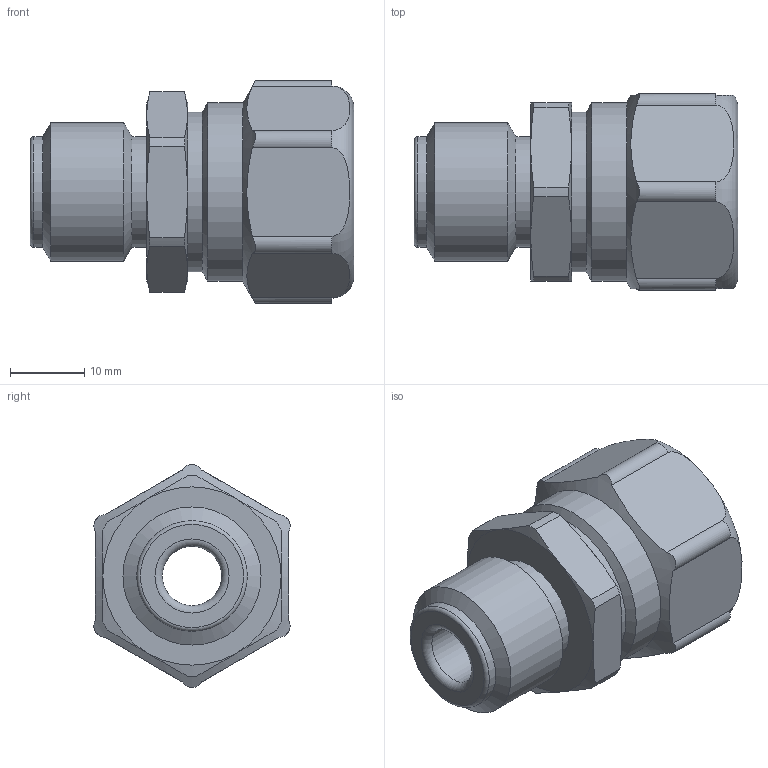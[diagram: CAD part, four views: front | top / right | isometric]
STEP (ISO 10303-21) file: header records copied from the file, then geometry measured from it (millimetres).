
FILE_DESCRIPTION( ( 'STEP AP203' ), '1' );
FILE_NAME( 'FLEXA EG-P 0610.000.011.stp', '2020-03-11T10:12:32', ( '' ), ( '' ), ' ', 'PARTsolutions', ' ' );
FILE_SCHEMA( ( 'CONFIG_CONTROL_DESIGN' ) );
Length unit declared in the file: millimetre
Products named in the file (1): _FLEXA EG-P 0610.000.011
Bounding box: 43.6 x 26.41 x 30.02 mm (x, y, z)
Volume: 16015 mm3; surface area: 5548.2 mm2
Topology: 1 solids, 1 shells, 61 faces, 136 edges, 80 vertices
Faces by surface type: plane 23, cylinder 19, cone 16, torus 3
Full cylindrical faces by diameter (mm): 7.972 x1, 14.9 x2, 18 x1, 18.6 x1, 21.5 x1, 24 x1
Entity records: 1956 total; most frequent: CARTESIAN_POINT 680, DIRECTION 254, ORIENTED_EDGE 238, EDGE_CURVE 119, AXIS2_PLACEMENT_3D 115, EDGE_LOOP 80, VERTEX_POINT 77, FACE_OUTER_BOUND 71
